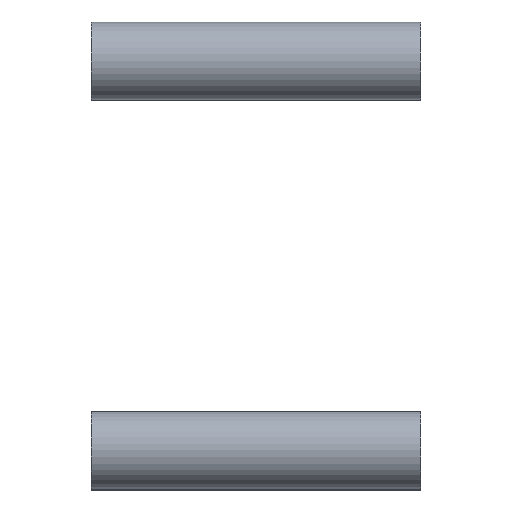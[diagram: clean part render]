
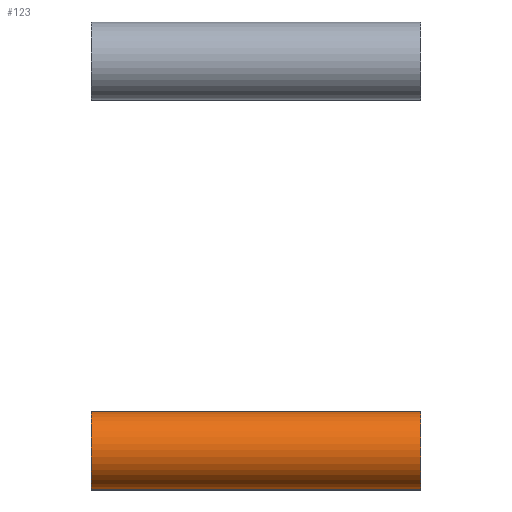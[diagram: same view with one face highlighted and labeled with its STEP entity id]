
A CAD part, top view. The second image highlights one B-rep face of the part: STEP entity #123.
In plain terms, the highlighted cylindrical face has radius 3 mm (diameter 6 mm), a full revolution.
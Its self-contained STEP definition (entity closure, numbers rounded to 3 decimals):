
#35=FACE_OUTER_BOUND('',#47,.T.);
#47=EDGE_LOOP('',(#101,#102,#103,#104));
#55=LINE('',#233,#59);
#59=VECTOR('',#194,3.);
#65=CIRCLE('',#157,3.);
#66=CIRCLE('',#158,3.);
#73=VERTEX_POINT('',#230);
#74=VERTEX_POINT('',#232);
#83=EDGE_CURVE('',#73,#73,#65,.T.);
#84=EDGE_CURVE('',#73,#74,#55,.T.);
#85=EDGE_CURVE('',#74,#74,#66,.T.);
#101=ORIENTED_EDGE('',*,*,#83,.F.);
#102=ORIENTED_EDGE('',*,*,#84,.T.);
#103=ORIENTED_EDGE('',*,*,#85,.T.);
#104=ORIENTED_EDGE('',*,*,#84,.F.);
#115=CYLINDRICAL_SURFACE('',#156,3.);
#123=ADVANCED_FACE('',(#35),#115,.T.);
#156=AXIS2_PLACEMENT_3D('',#229,#190,#191);
#157=AXIS2_PLACEMENT_3D('',#231,#192,#193);
#158=AXIS2_PLACEMENT_3D('',#234,#195,#196);
#190=DIRECTION('center_axis',(1.,0.,0.));
#191=DIRECTION('ref_axis',(0.,1.,0.));
#192=DIRECTION('center_axis',(1.,0.,0.));
#193=DIRECTION('ref_axis',(0.,1.,0.));
#194=DIRECTION('',(-1.,0.,0.));
#195=DIRECTION('center_axis',(1.,0.,0.));
#196=DIRECTION('ref_axis',(0.,1.,0.));
#229=CARTESIAN_POINT('Origin',(0.,0.,30.));
#230=CARTESIAN_POINT('',(25.4,-3.,30.));
#231=CARTESIAN_POINT('Origin',(25.4,0.,30.));
#232=CARTESIAN_POINT('',(0.,-3.,30.));
#233=CARTESIAN_POINT('',(0.,-3.,30.));
#234=CARTESIAN_POINT('Origin',(0.,0.,30.));
